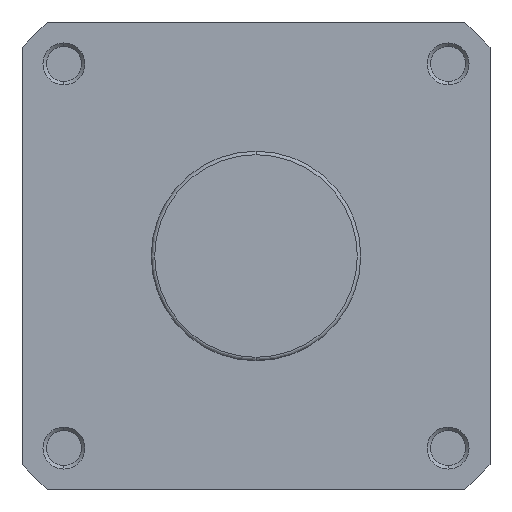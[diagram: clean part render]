
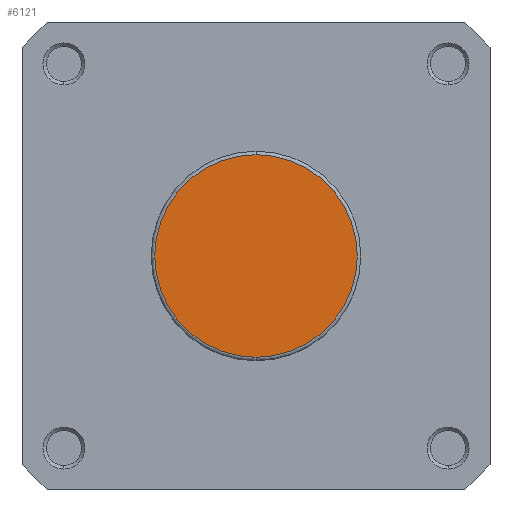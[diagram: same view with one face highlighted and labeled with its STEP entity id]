
A CAD part, left-side view. The second image highlights one B-rep face of the part: STEP entity #6121.
In plain terms, the highlighted planar face has unit normal (-1, 0, 0).
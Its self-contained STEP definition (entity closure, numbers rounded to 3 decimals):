
#960 = EDGE_LOOP ( 'NONE', ( #5848, #5831 ) ) ;
#1148 = FACE_OUTER_BOUND ( 'NONE', #960, .T. ) ;
#1606 = VERTEX_POINT ( 'NONE', #1970 ) ;
#1607 = VERTEX_POINT ( 'NONE', #1971 ) ;
#1970 = CARTESIAN_POINT ( 'NONE',  ( 0., 0., 29. ) ) ;
#1971 = CARTESIAN_POINT ( 'NONE',  ( 0., 0., -29. ) ) ;
#2473 = CARTESIAN_POINT ( 'NONE',  ( 0., 30., 0. ) ) ;
#2474 = PLANE ( 'NONE',  #6904 ) ;
#2475 = DIRECTION ( 'NONE',  ( 1., 0., 0. ) ) ;
#2476 = DIRECTION ( 'NONE',  ( 0., 0., -1. ) ) ;
#3727 = CARTESIAN_POINT ( 'NONE',  ( 0., 0., 0. ) ) ;
#3728 = DIRECTION ( 'NONE',  ( -1., 0., 0. ) ) ;
#3729 = DIRECTION ( 'NONE',  ( 0., 0., -1. ) ) ;
#3870 = CARTESIAN_POINT ( 'NONE',  ( 0., 0., 0. ) ) ;
#3877 = DIRECTION ( 'NONE',  ( -1., 0., 0. ) ) ;
#3878 = DIRECTION ( 'NONE',  ( 0., 0., -1. ) ) ;
#4626 = CIRCLE ( 'NONE', #7139, 29. ) ;
#4710 = CIRCLE ( 'NONE', #7170, 29. ) ;
#5831 = ORIENTED_EDGE ( 'NONE', *, *, #6548, .T. ) ;
#5848 = ORIENTED_EDGE ( 'NONE', *, *, #6607, .T. ) ;
#6121 = ADVANCED_FACE ( 'NONE', ( #1148 ), #2474, .F. ) ;
#6548 = EDGE_CURVE ( 'NONE', #1606, #1607, #4626, .T. ) ;
#6607 = EDGE_CURVE ( 'NONE', #1607, #1606, #4710, .T. ) ;
#6904 = AXIS2_PLACEMENT_3D ( 'NONE', #2473, #2475, #2476 ) ;
#7139 = AXIS2_PLACEMENT_3D ( 'NONE', #3727, #3728, #3729 ) ;
#7170 = AXIS2_PLACEMENT_3D ( 'NONE', #3870, #3877, #3878 ) ;
